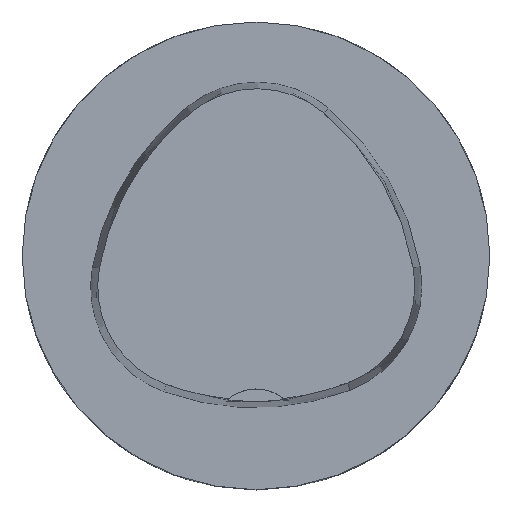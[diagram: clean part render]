
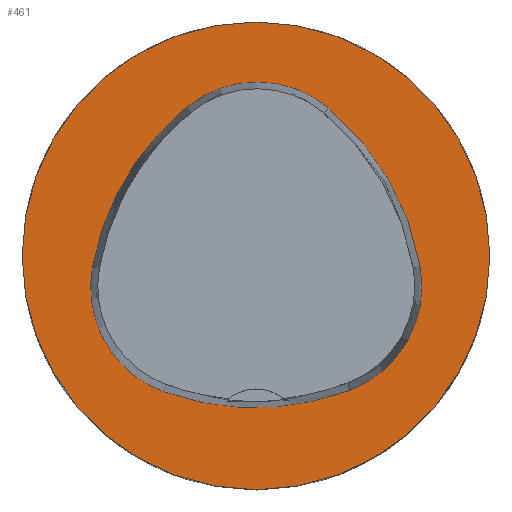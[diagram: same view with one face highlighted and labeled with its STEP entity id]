
A CAD part, top view. The second image highlights one B-rep face of the part: STEP entity #461.
In plain terms, the highlighted planar face has unit normal (0, 0, 1).
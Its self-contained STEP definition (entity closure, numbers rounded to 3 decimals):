
#240=FACE_BOUND('',#1012,.T.);
#241=FACE_BOUND('',#1013,.T.);
#332=PLANE('',#4747);
#461=ADVANCED_FACE('',(#240,#241),#332,.T.);
#1012=EDGE_LOOP('',(#2270,#2271,#2272,#2273,#2274,#2275));
#1013=EDGE_LOOP('',(#2276));
#1285=CIRCLE('',#4719,31.5);
#1286=CIRCLE('',#4725,36.);
#1288=CIRCLE('',#4728,15.);
#1290=CIRCLE('',#4731,36.);
#1292=CIRCLE('',#4734,15.);
#1296=CIRCLE('',#4739,36.);
#1298=CIRCLE('',#4742,15.);
#2270=ORIENTED_EDGE('',*,*,#3931,.T.);
#2271=ORIENTED_EDGE('',*,*,#3911,.T.);
#2272=ORIENTED_EDGE('',*,*,#3915,.T.);
#2273=ORIENTED_EDGE('',*,*,#3918,.T.);
#2274=ORIENTED_EDGE('',*,*,#3921,.T.);
#2275=ORIENTED_EDGE('',*,*,#3929,.T.);
#2276=ORIENTED_EDGE('',*,*,#3902,.F.);
#3453=VERTEX_POINT('',#7151);
#3462=VERTEX_POINT('',#7170);
#3463=VERTEX_POINT('',#7171);
#3466=VERTEX_POINT('',#7179);
#3468=VERTEX_POINT('',#7185);
#3470=VERTEX_POINT('',#7191);
#3477=VERTEX_POINT('',#7212);
#3902=EDGE_CURVE('',#3453,#3453,#1285,.T.);
#3911=EDGE_CURVE('',#3462,#3463,#1286,.T.);
#3915=EDGE_CURVE('',#3463,#3466,#1288,.T.);
#3918=EDGE_CURVE('',#3466,#3468,#1290,.T.);
#3921=EDGE_CURVE('',#3468,#3470,#1292,.T.);
#3929=EDGE_CURVE('',#3470,#3477,#1296,.T.);
#3931=EDGE_CURVE('',#3477,#3462,#1298,.T.);
#4719=AXIS2_PLACEMENT_3D('',#7150,#5346,#5347);
#4725=AXIS2_PLACEMENT_3D('',#7169,#5362,#5363);
#4728=AXIS2_PLACEMENT_3D('',#7178,#5370,#5371);
#4731=AXIS2_PLACEMENT_3D('',#7184,#5377,#5378);
#4734=AXIS2_PLACEMENT_3D('',#7190,#5384,#5385);
#4739=AXIS2_PLACEMENT_3D('',#7213,#5396,#5397);
#4742=AXIS2_PLACEMENT_3D('',#7216,#5402,#5403);
#4747=AXIS2_PLACEMENT_3D('',#7221,#5412,#5413);
#5346=DIRECTION('',(0.,0.,-1.));
#5347=DIRECTION('',(-1.,0.,0.));
#5362=DIRECTION('',(0.,0.,-1.));
#5363=DIRECTION('',(-1.,0.,0.));
#5370=DIRECTION('',(0.,0.,-1.));
#5371=DIRECTION('',(-1.,0.,0.));
#5377=DIRECTION('',(0.,0.,-1.));
#5378=DIRECTION('',(-1.,0.,0.));
#5384=DIRECTION('',(0.,0.,-1.));
#5385=DIRECTION('',(-1.,0.,0.));
#5396=DIRECTION('',(0.,0.,-1.));
#5397=DIRECTION('',(-1.,0.,0.));
#5402=DIRECTION('',(0.,0.,-1.));
#5403=DIRECTION('',(-1.,0.,0.));
#5412=DIRECTION('',(0.,0.,1.));
#5413=DIRECTION('',(1.,0.,0.));
#7150=CARTESIAN_POINT('',(0.,0.,0.));
#7151=CARTESIAN_POINT('',(-31.5,0.,0.));
#7169=CARTESIAN_POINT('',(13.398,-7.893,0.));
#7170=CARTESIAN_POINT('',(-22.041,-1.562,0.));
#7171=CARTESIAN_POINT('',(-9.317,20.036,0.));
#7178=CARTESIAN_POINT('',(0.148,8.399,0.));
#7179=CARTESIAN_POINT('',(9.779,19.898,0.));
#7184=CARTESIAN_POINT('',(-13.337,-7.7,0.));
#7185=CARTESIAN_POINT('',(22.122,-1.48,0.));
#7190=CARTESIAN_POINT('',(7.347,-4.071,0.));
#7191=CARTESIAN_POINT('',(12.693,-18.087,0.));
#7212=CARTESIAN_POINT('',(-12.373,-18.307,0.));
#7213=CARTESIAN_POINT('',(-0.137,15.55,0.));
#7216=CARTESIAN_POINT('',(-7.275,-4.2,0.));
#7221=CARTESIAN_POINT('',(0.,0.,0.));
